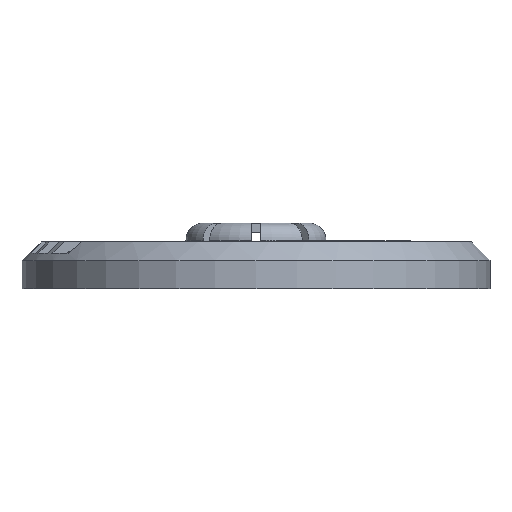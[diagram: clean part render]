
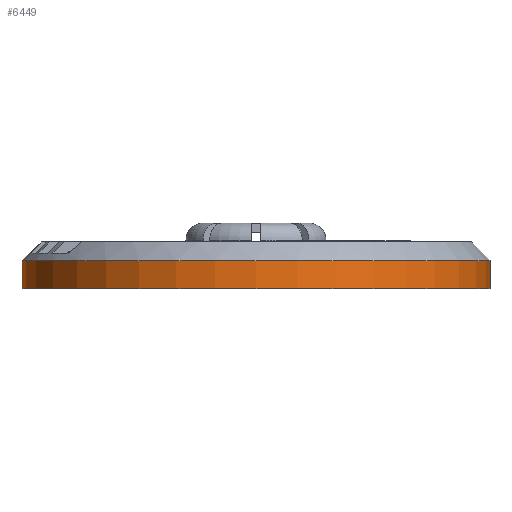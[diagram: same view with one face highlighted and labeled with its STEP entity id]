
A CAD part, front view. The second image highlights one B-rep face of the part: STEP entity #6449.
In plain terms, the highlighted cylindrical face has radius 31.75 mm (diameter 63.5 mm), a partial arc.
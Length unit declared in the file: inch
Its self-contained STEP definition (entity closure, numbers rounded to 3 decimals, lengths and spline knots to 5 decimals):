
#2179 = CYLINDRICAL_SURFACE ( 'NONE', #3272, 1.25 ) ;
#2688 = CIRCLE ( 'NONE', #15707, 1.25 ) ;
#3059 = EDGE_LOOP ( 'NONE', ( #3507, #10858, #17007, #15367 ) ) ;
#3272 = AXIS2_PLACEMENT_3D ( 'NONE', #15289, #15541, #3408 ) ;
#3408 = DIRECTION ( 'NONE',  ( -1., 0., 0. ) ) ;
#3507 = ORIENTED_EDGE ( 'NONE', *, *, #14440, .F. ) ;
#3531 = CARTESIAN_POINT ( 'NONE',  ( 1.25, 0., 0. ) ) ;
#3714 = CARTESIAN_POINT ( 'NONE',  ( 0., 0., 0. ) ) ;
#3797 = DIRECTION ( 'NONE',  ( 0., 0., 1. ) ) ;
#4154 = VECTOR ( 'NONE', #11045, 39.37008 ) ;
#5029 = EDGE_CURVE ( 'NONE', #16235, #17077, #13772, .T. ) ;
#5094 = EDGE_CURVE ( 'NONE', #13582, #13973, #2688, .T. ) ;
#5156 = VECTOR ( 'NONE', #7461, 39.37008 ) ;
#6218 = DIRECTION ( 'NONE',  ( 1., 0., 0. ) ) ;
#6449 = ADVANCED_FACE ( 'NONE', ( #9990 ), #2179, .T. ) ;
#7461 = DIRECTION ( 'NONE',  ( 0., 0., -1. ) ) ;
#9975 = LINE ( 'NONE', #12571, #5156 ) ;
#9990 = FACE_OUTER_BOUND ( 'NONE', #3059, .T. ) ;
#10378 = DIRECTION ( 'NONE',  ( 0., 0., -1. ) ) ;
#10858 = ORIENTED_EDGE ( 'NONE', *, *, #5094, .T. ) ;
#11045 = DIRECTION ( 'NONE',  ( 0., 0., -1. ) ) ;
#11389 = LINE ( 'NONE', #15381, #4154 ) ;
#12064 = CARTESIAN_POINT ( 'NONE',  ( 1.25, 0., 0.15 ) ) ;
#12108 = AXIS2_PLACEMENT_3D ( 'NONE', #3714, #3797, #6218 ) ;
#12571 = CARTESIAN_POINT ( 'NONE',  ( 1.25, 0., 0.25 ) ) ;
#12637 = EDGE_CURVE ( 'NONE', #13973, #16235, #11389, .T. ) ;
#13519 = CARTESIAN_POINT ( 'NONE',  ( -1.25, 0., 0.15 ) ) ;
#13582 = VERTEX_POINT ( 'NONE', #12064 ) ;
#13584 = CARTESIAN_POINT ( 'NONE',  ( -1.25, 0., 0. ) ) ;
#13772 = CIRCLE ( 'NONE', #12108, 1.25 ) ;
#13973 = VERTEX_POINT ( 'NONE', #13519 ) ;
#14440 = EDGE_CURVE ( 'NONE', #13582, #17077, #9975, .T. ) ;
#15289 = CARTESIAN_POINT ( 'NONE',  ( 0., 0., 0.25 ) ) ;
#15367 = ORIENTED_EDGE ( 'NONE', *, *, #5029, .T. ) ;
#15381 = CARTESIAN_POINT ( 'NONE',  ( -1.25, 0., 0.25 ) ) ;
#15541 = DIRECTION ( 'NONE',  ( 0., 0., -1. ) ) ;
#15707 = AXIS2_PLACEMENT_3D ( 'NONE', #17159, #10378, #16901 ) ;
#16235 = VERTEX_POINT ( 'NONE', #13584 ) ;
#16901 = DIRECTION ( 'NONE',  ( 1., 0., 0. ) ) ;
#17007 = ORIENTED_EDGE ( 'NONE', *, *, #12637, .T. ) ;
#17077 = VERTEX_POINT ( 'NONE', #3531 ) ;
#17159 = CARTESIAN_POINT ( 'NONE',  ( 0., 0., 0.15 ) ) ;
